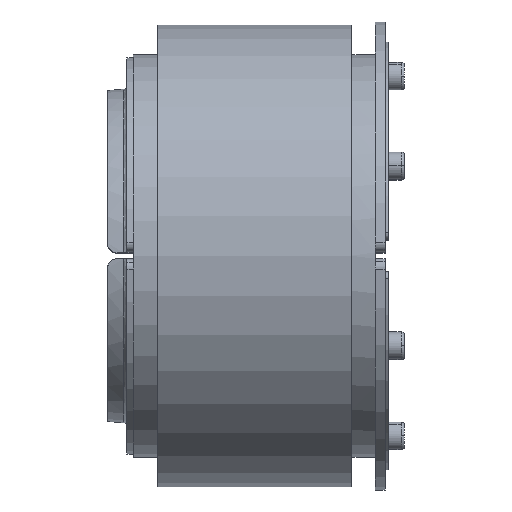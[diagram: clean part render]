
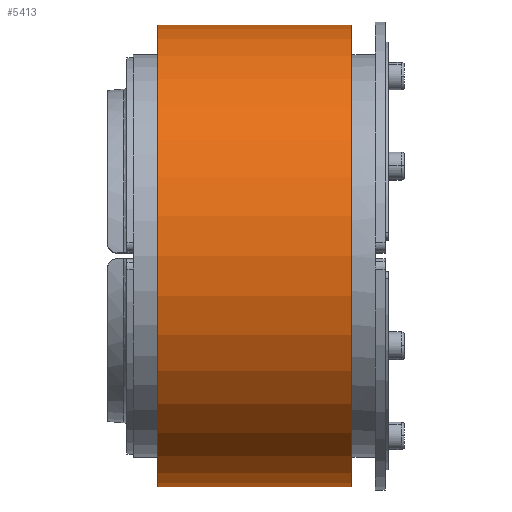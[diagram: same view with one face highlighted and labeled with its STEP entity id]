
A CAD part, top view. The second image highlights one B-rep face of the part: STEP entity #5413.
In plain terms, the highlighted cylindrical face has radius 71.5 mm (diameter 143 mm), a partial arc.
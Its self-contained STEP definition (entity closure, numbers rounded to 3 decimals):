
#2029=CARTESIAN_POINT('',(-30.0,-71.5,0.));
#2030=VERTEX_POINT('',#2029);
#2031=CARTESIAN_POINT('',(30.0,-71.5,0.));
#2032=VERTEX_POINT('',#2031);
#2033=CARTESIAN_POINT('',(-30.0,-71.5,0.));
#2034=DIRECTION('',(1.0,0.0,0.0));
#2035=VECTOR('',#2034,60.0);
#2036=LINE('',#2033,#2035);
#2037=EDGE_CURVE('',#2030,#2032,#2036,.T.);
#2039=CARTESIAN_POINT('',(-30.0,71.5,0.));
#2040=VERTEX_POINT('',#2039);
#2048=CARTESIAN_POINT('',(30.0,71.5,0.));
#2049=VERTEX_POINT('',#2048);
#2050=CARTESIAN_POINT('',(30.0,71.5,0.));
#2051=DIRECTION('',(-1.0,0.0,0.0));
#2052=VECTOR('',#2051,60.0);
#2053=LINE('',#2050,#2052);
#2054=EDGE_CURVE('',#2049,#2040,#2053,.T.);
#5381=CARTESIAN_POINT('',(-30.0,0.0,0.0));
#5382=DIRECTION('',(1.0,0.0,0.0));
#5383=DIRECTION('',(0.0,-1.0,0.0));
#5384=AXIS2_PLACEMENT_3D('',#5381,#5382,#5383);
#5385=CIRCLE('',#5384,71.5);
#5386=EDGE_CURVE('',#2040,#2030,#5385,.T.);
#5396=CARTESIAN_POINT('',(0.0,0.0,0.0));
#5397=DIRECTION('',(1.0,0.0,0.0));
#5398=DIRECTION('',(0.0,-1.0,0.0));
#5399=AXIS2_PLACEMENT_3D('',#5396,#5397,#5398);
#5400=CYLINDRICAL_SURFACE('',#5399,71.5);
#5401=ORIENTED_EDGE('',*,*,#2037,.T.);
#5402=CARTESIAN_POINT('',(30.0,0.0,0.0));
#5403=DIRECTION('',(-1.0,0.0,0.0));
#5404=DIRECTION('',(0.0,-1.0,0.0));
#5405=AXIS2_PLACEMENT_3D('',#5402,#5403,#5404);
#5406=CIRCLE('',#5405,71.5);
#5407=EDGE_CURVE('',#2032,#2049,#5406,.T.);
#5408=ORIENTED_EDGE('',*,*,#5407,.T.);
#5409=ORIENTED_EDGE('',*,*,#2054,.T.);
#5410=ORIENTED_EDGE('',*,*,#5386,.T.);
#5411=EDGE_LOOP('',(#5401,#5408,#5409,#5410));
#5412=FACE_OUTER_BOUND('',#5411,.T.);
#5413=ADVANCED_FACE('',(#5412),#5400,.T.);
